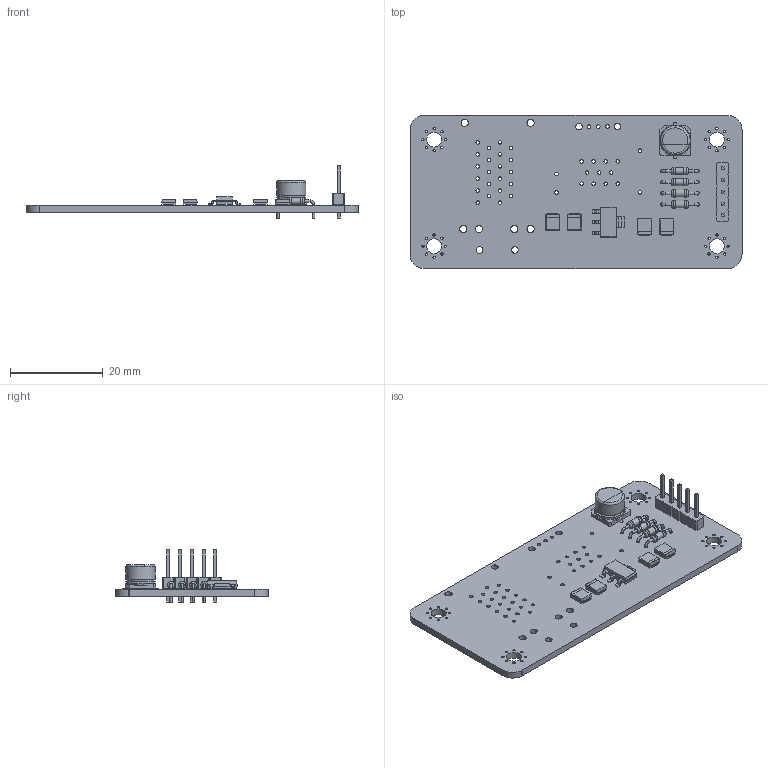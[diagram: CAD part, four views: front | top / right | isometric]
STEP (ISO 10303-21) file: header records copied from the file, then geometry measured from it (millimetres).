
FILE_DESCRIPTION(('KiCad electronic assembly'),'2;1');
FILE_NAME('PowerDeliveryModule_V2.step','2024-08-29T01:51:05',('Pcbnew') ,('Kicad'),'Open CASCADE STEP processor 7.6','KiCad to STEP converter' ,'Unknown');
FILE_SCHEMA(('AUTOMOTIVE_DESIGN { 1 0 10303 214 1 1 1 1 }'));
Length unit declared in the file: millimetre
Products named in the file (7): PowerDeliveryModule_V2 1; CP_EIA-3528-12_Kemet-T; R_Axial_DIN0204_L3.6mm_D1.6mm_P7.62mm_Horizontal; CP_Elec_6.3x5.2; PinHeader_1x05_P2.54mm_Vertical; SOT-223; PowerDeliveryModule_V2_PCB
Assembly tree (12 placements, depth 2):
  PowerDeliveryModule_V2 1
    CP_EIA-3528-12_Kemet-T  x4
    R_Axial_DIN0204_L3.6mm_D1.6mm_P7.62mm_Horizontal  x4
    CP_Elec_6.3x5.2
    PinHeader_1x05_P2.54mm_Vertical
    SOT-223
    PowerDeliveryModule_V2_PCB
Bounding box: 71.6 x 33 x 11.54 mm (x, y, z)
Volume: 3815.2 mm3; surface area: 6141.8 mm2
Topology: 12 solids, 12 shells, 584 faces, 1456 edges, 931 vertices
Faces by surface type: plane 340, cylinder 173, bspline 50, torus 20, revolution 1
Full cylindrical faces by diameter (mm): 0.5 x48, 0.7 x8, 0.75 x33, 0.762 x4, 0.8 x3, 1 x5, 1.4 x4, 1.44 x4, 1.54 x6, 1.6 x8, 3.2 x4, 6.3 x2
Entity records: 13722 total; most frequent: CARTESIAN_POINT 3045, ORIENTED_EDGE 2126, DIRECTION 2112, EDGE_CURVE 1063, LINE 723, VECTOR 723, AXIS2_PLACEMENT_3D 694, VERTEX_POINT 679
